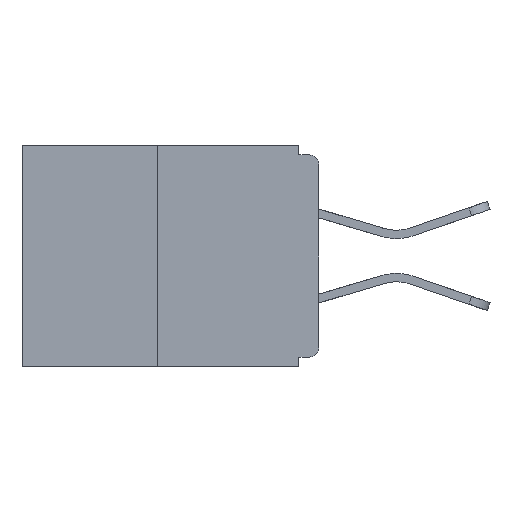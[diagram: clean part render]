
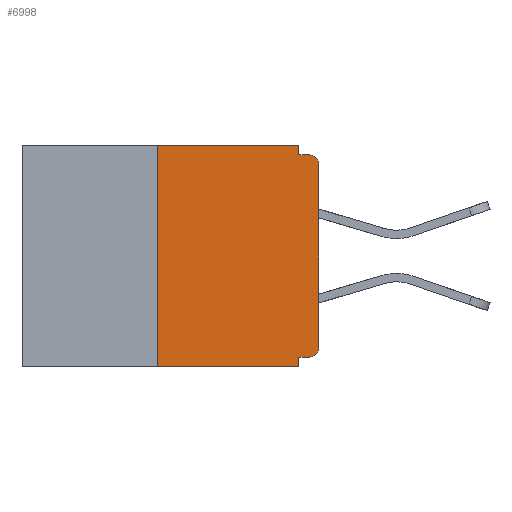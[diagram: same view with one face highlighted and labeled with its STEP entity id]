
A CAD part, left-side view. The second image highlights one B-rep face of the part: STEP entity #6998.
In plain terms, the highlighted planar face has unit normal (-1, 0, 0).
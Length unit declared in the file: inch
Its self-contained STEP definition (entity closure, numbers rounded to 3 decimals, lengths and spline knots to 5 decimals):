
#30 = VERTEX_POINT ( 'NONE', #3086 ) ;
#113 = VERTEX_POINT ( 'NONE', #8848 ) ;
#347 = CARTESIAN_POINT ( 'NONE',  ( 0., 0.031, -0.343 ) ) ;
#411 = ORIENTED_EDGE ( 'NONE', *, *, #5406, .F. ) ;
#496 = CARTESIAN_POINT ( 'NONE',  ( 0., 0.015, -0.015 ) ) ;
#848 = LINE ( 'NONE', #11584, #8101 ) ;
#881 = VERTEX_POINT ( 'NONE', #496 ) ;
#949 = ORIENTED_EDGE ( 'NONE', *, *, #5663, .F. ) ;
#1129 = CARTESIAN_POINT ( 'NONE',  ( 0., 0., 0. ) ) ;
#1319 = DIRECTION ( 'NONE',  ( 0., 0., -1. ) ) ;
#1436 = DIRECTION ( 'NONE',  ( 0., -1., 0. ) ) ;
#1752 = LINE ( 'NONE', #9394, #10357 ) ;
#2115 = ORIENTED_EDGE ( 'NONE', *, *, #10305, .F. ) ;
#2536 = CARTESIAN_POINT ( 'NONE',  ( 0., 0.25, -0.343 ) ) ;
#2689 = ORIENTED_EDGE ( 'NONE', *, *, #11497, .T. ) ;
#2755 = VECTOR ( 'NONE', #10531, 39.37008 ) ;
#2811 = AXIS2_PLACEMENT_3D ( 'NONE', #12361, #8711, #3122 ) ;
#2986 = DIRECTION ( 'NONE',  ( 0., 0., -1. ) ) ;
#3070 = LINE ( 'NONE', #1129, #12553 ) ;
#3086 = CARTESIAN_POINT ( 'NONE',  ( 0., 0.25, 0. ) ) ;
#3122 = DIRECTION ( 'NONE',  ( 0., 0., -1. ) ) ;
#3175 = EDGE_CURVE ( 'NONE', #3310, #881, #3229, .T. ) ;
#3229 = LINE ( 'NONE', #8588, #2755 ) ;
#3310 = VERTEX_POINT ( 'NONE', #10739 ) ;
#3386 = DIRECTION ( 'NONE',  ( 0., 0., -1. ) ) ;
#3488 = EDGE_CURVE ( 'NONE', #4096, #9598, #3070, .T. ) ;
#3500 = ORIENTED_EDGE ( 'NONE', *, *, #3717, .F. ) ;
#3717 = EDGE_CURVE ( 'NONE', #30, #5364, #11930, .T. ) ;
#3836 = VERTEX_POINT ( 'NONE', #6746 ) ;
#3878 = DIRECTION ( 'NONE',  ( 0., 0., 1. ) ) ;
#4096 = VERTEX_POINT ( 'NONE', #5192 ) ;
#4263 = AXIS2_PLACEMENT_3D ( 'NONE', #8179, #9114, #1319 ) ;
#4323 = VERTEX_POINT ( 'NONE', #9364 ) ;
#4592 = CARTESIAN_POINT ( 'NONE',  ( 0., 0.46, 0. ) ) ;
#4831 = VECTOR ( 'NONE', #10313, 39.37008 ) ;
#5030 = CARTESIAN_POINT ( 'NONE',  ( 0., 0.031, 0. ) ) ;
#5034 = ORIENTED_EDGE ( 'NONE', *, *, #11499, .F. ) ;
#5161 = DIRECTION ( 'NONE',  ( 0., 0., 1. ) ) ;
#5192 = CARTESIAN_POINT ( 'NONE',  ( 0., 0., -0.313 ) ) ;
#5223 = DIRECTION ( 'NONE',  ( 0., 1., 0. ) ) ;
#5364 = VERTEX_POINT ( 'NONE', #12617 ) ;
#5406 = EDGE_CURVE ( 'NONE', #6650, #30, #848, .T. ) ;
#5618 = AXIS2_PLACEMENT_3D ( 'NONE', #9261, #8320, #3386 ) ;
#5629 = VECTOR ( 'NONE', #2986, 39.37008 ) ;
#5663 = EDGE_CURVE ( 'NONE', #3836, #113, #8557, .T. ) ;
#5820 = EDGE_CURVE ( 'NONE', #6650, #4323, #1752, .T. ) ;
#6250 = CARTESIAN_POINT ( 'NONE',  ( 0., 0., -0.328 ) ) ;
#6390 = CARTESIAN_POINT ( 'NONE',  ( 0., 0., -0.03 ) ) ;
#6406 = ORIENTED_EDGE ( 'NONE', *, *, #5820, .T. ) ;
#6650 = VERTEX_POINT ( 'NONE', #2536 ) ;
#6746 = CARTESIAN_POINT ( 'NONE',  ( 0., 0.015, -0.328 ) ) ;
#6778 = VECTOR ( 'NONE', #11314, 39.37008 ) ;
#6844 = EDGE_LOOP ( 'NONE', ( #3500, #411, #6406, #5034, #949, #8910, #8904, #2689, #12681, #2115 ) ) ;
#6998 = ADVANCED_FACE ( 'NONE', ( #8368 ), #9232, .F. ) ;
#7304 = LINE ( 'NONE', #5030, #5629 ) ;
#7454 = LINE ( 'NONE', #347, #4831 ) ;
#7783 = EDGE_CURVE ( 'NONE', #3836, #4096, #9154, .T. ) ;
#8101 = VECTOR ( 'NONE', #3878, 39.37008 ) ;
#8179 = CARTESIAN_POINT ( 'NONE',  ( 0., 0.015, -0.313 ) ) ;
#8320 = DIRECTION ( 'NONE',  ( -1., 0., 0. ) ) ;
#8368 = FACE_OUTER_BOUND ( 'NONE', #6844, .T. ) ;
#8557 = LINE ( 'NONE', #6250, #11890 ) ;
#8588 = CARTESIAN_POINT ( 'NONE',  ( 0., 0., -0.015 ) ) ;
#8711 = DIRECTION ( 'NONE',  ( 1., 0., 0. ) ) ;
#8848 = CARTESIAN_POINT ( 'NONE',  ( 0., 0.031, -0.328 ) ) ;
#8904 = ORIENTED_EDGE ( 'NONE', *, *, #3488, .T. ) ;
#8910 = ORIENTED_EDGE ( 'NONE', *, *, #7783, .T. ) ;
#9114 = DIRECTION ( 'NONE',  ( -1., 0., 0. ) ) ;
#9154 = CIRCLE ( 'NONE', #4263, 0.015 ) ;
#9232 = PLANE ( 'NONE',  #2811 ) ;
#9261 = CARTESIAN_POINT ( 'NONE',  ( 0., 0.015, -0.03 ) ) ;
#9364 = CARTESIAN_POINT ( 'NONE',  ( 0., 0.031, -0.343 ) ) ;
#9394 = CARTESIAN_POINT ( 'NONE',  ( 0., 0.46, -0.343 ) ) ;
#9598 = VERTEX_POINT ( 'NONE', #6390 ) ;
#9728 = CIRCLE ( 'NONE', #5618, 0.015 ) ;
#10305 = EDGE_CURVE ( 'NONE', #5364, #3310, #7304, .T. ) ;
#10313 = DIRECTION ( 'NONE',  ( 0., 0., -1. ) ) ;
#10357 = VECTOR ( 'NONE', #1436, 39.37008 ) ;
#10531 = DIRECTION ( 'NONE',  ( 0., -1., 0. ) ) ;
#10739 = CARTESIAN_POINT ( 'NONE',  ( 0., 0.031, -0.015 ) ) ;
#11314 = DIRECTION ( 'NONE',  ( 0., -1., 0. ) ) ;
#11497 = EDGE_CURVE ( 'NONE', #9598, #881, #9728, .T. ) ;
#11499 = EDGE_CURVE ( 'NONE', #113, #4323, #7454, .T. ) ;
#11584 = CARTESIAN_POINT ( 'NONE',  ( 0., 0.25, 0. ) ) ;
#11890 = VECTOR ( 'NONE', #5223, 39.37008 ) ;
#11930 = LINE ( 'NONE', #4592, #6778 ) ;
#12361 = CARTESIAN_POINT ( 'NONE',  ( 0., 0.46, 0. ) ) ;
#12553 = VECTOR ( 'NONE', #5161, 39.37008 ) ;
#12617 = CARTESIAN_POINT ( 'NONE',  ( 0., 0.031, 0. ) ) ;
#12681 = ORIENTED_EDGE ( 'NONE', *, *, #3175, .F. ) ;
